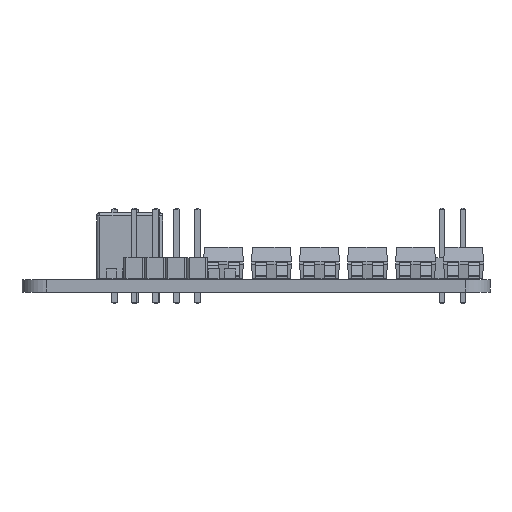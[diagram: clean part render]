
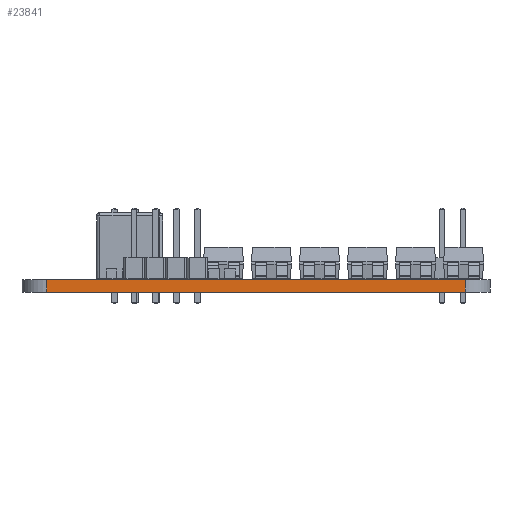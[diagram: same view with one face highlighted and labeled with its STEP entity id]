
A CAD part, left-side view. The second image highlights one B-rep face of the part: STEP entity #23841.
In plain terms, the highlighted planar face has unit normal (-1, 0, 0).
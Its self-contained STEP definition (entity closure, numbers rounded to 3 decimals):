
#21122 = VERTEX_POINT('',#21123);
#21123 = CARTESIAN_POINT('',(140.,-78.5,0.));
#21130 = EDGE_CURVE('',#21131,#21122,#21133,.T.);
#21131 = VERTEX_POINT('',#21132);
#21132 = CARTESIAN_POINT('',(140.,-129.,0.));
#21133 = LINE('',#21134,#21135);
#21134 = CARTESIAN_POINT('',(140.,-129.,0.));
#21135 = VECTOR('',#21136,1.);
#21136 = DIRECTION('',(0.,1.,0.));
#22468 = VERTEX_POINT('',#22469);
#22469 = CARTESIAN_POINT('',(140.,-78.5,1.51));
#22476 = EDGE_CURVE('',#22477,#22468,#22479,.T.);
#22477 = VERTEX_POINT('',#22478);
#22478 = CARTESIAN_POINT('',(140.,-129.,1.51));
#22479 = LINE('',#22480,#22481);
#22480 = CARTESIAN_POINT('',(140.,-129.,1.51));
#22481 = VECTOR('',#22482,1.);
#22482 = DIRECTION('',(0.,1.,0.));
#23811 = EDGE_CURVE('',#21122,#22468,#23812,.T.);
#23812 = LINE('',#23813,#23814);
#23813 = CARTESIAN_POINT('',(140.,-78.5,0.));
#23814 = VECTOR('',#23815,1.);
#23815 = DIRECTION('',(0.,0.,1.));
#23841 = ADVANCED_FACE('',(#23842),#23853,.T.);
#23842 = FACE_BOUND('',#23843,.T.);
#23843 = EDGE_LOOP('',(#23844,#23850,#23851,#23852));
#23844 = ORIENTED_EDGE('',*,*,#23845,.T.);
#23845 = EDGE_CURVE('',#21131,#22477,#23846,.T.);
#23846 = LINE('',#23847,#23848);
#23847 = CARTESIAN_POINT('',(140.,-129.,0.));
#23848 = VECTOR('',#23849,1.);
#23849 = DIRECTION('',(0.,0.,1.));
#23850 = ORIENTED_EDGE('',*,*,#22476,.T.);
#23851 = ORIENTED_EDGE('',*,*,#23811,.F.);
#23852 = ORIENTED_EDGE('',*,*,#21130,.F.);
#23853 = PLANE('',#23854);
#23854 = AXIS2_PLACEMENT_3D('',#23855,#23856,#23857);
#23855 = CARTESIAN_POINT('',(140.,-129.,0.));
#23856 = DIRECTION('',(-1.,0.,0.));
#23857 = DIRECTION('',(0.,1.,0.));
